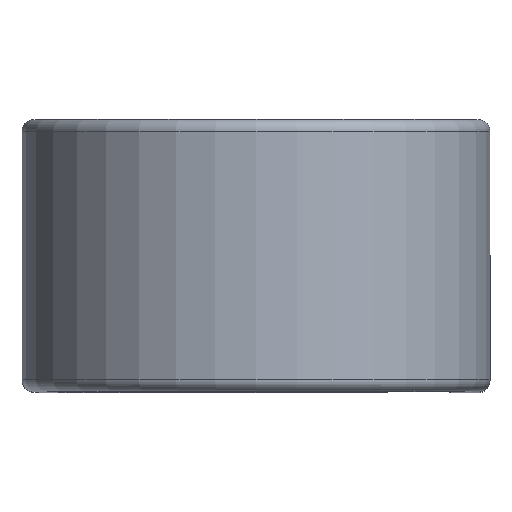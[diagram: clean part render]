
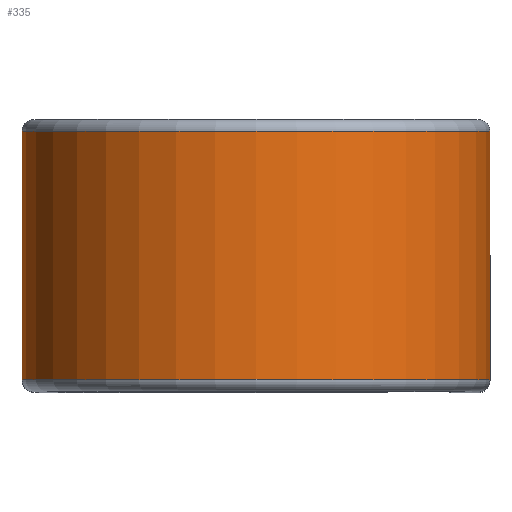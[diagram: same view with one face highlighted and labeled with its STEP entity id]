
A CAD part, top view. The second image highlights one B-rep face of the part: STEP entity #335.
In plain terms, the highlighted cylindrical face has radius 15.011 mm (diameter 30.023 mm), a partial arc.
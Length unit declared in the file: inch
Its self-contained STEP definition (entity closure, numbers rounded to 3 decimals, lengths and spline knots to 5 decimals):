
#61 = EDGE_CURVE ( 'NONE', #2691, #2818, #2589, .T. ) ;
#90 = DIRECTION ( 'NONE',  ( 0., 1., 0. ) ) ;
#177 = CARTESIAN_POINT ( 'NONE',  ( 0., -0.31375, 0.937 ) ) ;
#238 = VERTEX_POINT ( 'NONE', #1396 ) ;
#246 = LINE ( 'NONE', #1214, #2634 ) ;
#288 = AXIS2_PLACEMENT_3D ( 'NONE', #1941, #563, #2181 ) ;
#335 = ADVANCED_FACE ( 'NONE', ( #426 ), #1193, .T. ) ;
#392 = DIRECTION ( 'NONE',  ( 0., 0., -1. ) ) ;
#426 = FACE_OUTER_BOUND ( 'NONE', #1597, .T. ) ;
#563 = DIRECTION ( 'NONE',  ( 0., -1., 0. ) ) ;
#652 = EDGE_CURVE ( 'NONE', #238, #2294, #246, .T. ) ;
#728 = VECTOR ( 'NONE', #2643, 39.37008 ) ;
#782 = CARTESIAN_POINT ( 'NONE',  ( -0.591, 0.31375, 0.937 ) ) ;
#1113 = CARTESIAN_POINT ( 'NONE',  ( 0.591, 0.31375, 0.937 ) ) ;
#1173 = DIRECTION ( 'NONE',  ( 0., -1., 0. ) ) ;
#1178 = DIRECTION ( 'NONE',  ( 0., 0., -1. ) ) ;
#1193 = CYLINDRICAL_SURFACE ( 'NONE', #2161, 0.591 ) ;
#1214 = CARTESIAN_POINT ( 'NONE',  ( 0.591, 0.31375, 0.937 ) ) ;
#1396 = CARTESIAN_POINT ( 'NONE',  ( 0.591, -0.31375, 0.937 ) ) ;
#1597 = EDGE_LOOP ( 'NONE', ( #2043, #2451, #2595, #2744 ) ) ;
#1622 = EDGE_CURVE ( 'NONE', #238, #2691, #1898, .T. ) ;
#1730 = CARTESIAN_POINT ( 'NONE',  ( -0.591, -0.31375, 0.937 ) ) ;
#1770 = DIRECTION ( 'NONE',  ( 0., -1., 0. ) ) ;
#1898 = CIRCLE ( 'NONE', #2264, 0.591 ) ;
#1941 = CARTESIAN_POINT ( 'NONE',  ( 0., 0.31375, 0.937 ) ) ;
#2041 = EDGE_CURVE ( 'NONE', #2294, #2818, #2514, .T. ) ;
#2043 = ORIENTED_EDGE ( 'NONE', *, *, #652, .T. ) ;
#2161 = AXIS2_PLACEMENT_3D ( 'NONE', #2344, #1173, #1178 ) ;
#2181 = DIRECTION ( 'NONE',  ( 0., 0., -1. ) ) ;
#2264 = AXIS2_PLACEMENT_3D ( 'NONE', #177, #1770, #392 ) ;
#2294 = VERTEX_POINT ( 'NONE', #1113 ) ;
#2344 = CARTESIAN_POINT ( 'NONE',  ( 0., 0.3125, 0.937 ) ) ;
#2451 = ORIENTED_EDGE ( 'NONE', *, *, #2041, .T. ) ;
#2483 = CARTESIAN_POINT ( 'NONE',  ( -0.591, 0.31375, 0.937 ) ) ;
#2514 = CIRCLE ( 'NONE', #288, 0.591 ) ;
#2589 = LINE ( 'NONE', #782, #728 ) ;
#2595 = ORIENTED_EDGE ( 'NONE', *, *, #61, .F. ) ;
#2634 = VECTOR ( 'NONE', #90, 39.37008 ) ;
#2643 = DIRECTION ( 'NONE',  ( 0., 1., 0. ) ) ;
#2691 = VERTEX_POINT ( 'NONE', #1730 ) ;
#2744 = ORIENTED_EDGE ( 'NONE', *, *, #1622, .F. ) ;
#2818 = VERTEX_POINT ( 'NONE', #2483 ) ;
